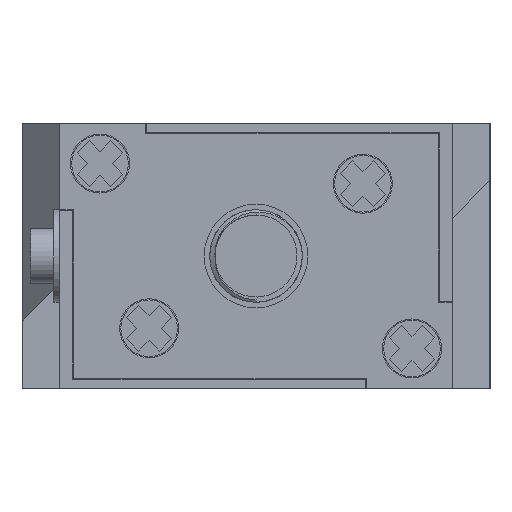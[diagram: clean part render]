
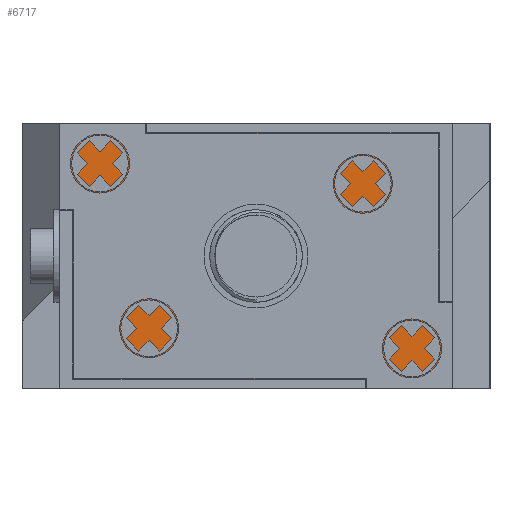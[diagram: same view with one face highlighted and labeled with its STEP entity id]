
A CAD part, left-side view. The second image highlights one B-rep face of the part: STEP entity #6717.
In plain terms, the highlighted face is planar.
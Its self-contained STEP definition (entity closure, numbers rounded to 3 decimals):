
#115 = ORIENTED_EDGE ( 'NONE', *, *, #3104, .T. ) ;
#116 = ORIENTED_EDGE ( 'NONE', *, *, #2982, .T. ) ;
#117 = ORIENTED_EDGE ( 'NONE', *, *, #2997, .T. ) ;
#118 = ORIENTED_EDGE ( 'NONE', *, *, #2998, .T. ) ;
#119 = ORIENTED_EDGE ( 'NONE', *, *, #3001, .T. ) ;
#120 = ORIENTED_EDGE ( 'NONE', *, *, #3000, .T. ) ;
#121 = ORIENTED_EDGE ( 'NONE', *, *, #2994, .T. ) ;
#122 = ORIENTED_EDGE ( 'NONE', *, *, #2986, .T. ) ;
#123 = ORIENTED_EDGE ( 'NONE', *, *, #2989, .T. ) ;
#124 = ORIENTED_EDGE ( 'NONE', *, *, #2991, .T. ) ;
#125 = ORIENTED_EDGE ( 'NONE', *, *, #2993, .T. ) ;
#126 = ORIENTED_EDGE ( 'NONE', *, *, #3106, .T. ) ;
#333 = LINE ( 'NONE', #7010, #334 ) ;
#334 = VECTOR ( 'NONE', #7011, 1000. ) ;
#343 = LINE ( 'NONE', #7018, #345 ) ;
#345 = VECTOR ( 'NONE', #7019, 1000. ) ;
#354 = LINE ( 'NONE', #7024, #356 ) ;
#356 = VECTOR ( 'NONE', #7025, 1000. ) ;
#362 = LINE ( 'NONE', #7028, #364 ) ;
#364 = VECTOR ( 'NONE', #7029, 1000. ) ;
#369 = LINE ( 'NONE', #7032, #370 ) ;
#370 = VECTOR ( 'NONE', #7033, 1000. ) ;
#372 = LINE ( 'NONE', #7034, #373 ) ;
#373 = VECTOR ( 'NONE', #7035, 1000. ) ;
#383 = LINE ( 'NONE', #7040, #384 ) ;
#384 = VECTOR ( 'NONE', #7041, 1000. ) ;
#386 = LINE ( 'NONE', #7042, #387 ) ;
#387 = VECTOR ( 'NONE', #7043, 1000. ) ;
#393 = LINE ( 'NONE', #7046, #395 ) ;
#395 = VECTOR ( 'NONE', #7047, 1000. ) ;
#397 = LINE ( 'NONE', #7048, #399 ) ;
#399 = VECTOR ( 'NONE', #7049, 1000. ) ;
#579 = EDGE_LOOP ( 'NONE', ( #115, #116, #117, #118, #119, #120, #121, #122, #123, #124, #125, #126 ) ) ;
#1834 = CARTESIAN_POINT ( 'NONE',  ( 13.25, 17., -11.5 ) ) ;
#1835 = DIRECTION ( 'NONE',  ( 0., 0., 1. ) ) ;
#1840 = CARTESIAN_POINT ( 'NONE',  ( 13.25, 9.5, -11.5 ) ) ;
#1841 = DIRECTION ( 'NONE',  ( 0., 1., 0. ) ) ;
#2096 = PLANE ( 'NONE',  #4054 ) ;
#2097 = CARTESIAN_POINT ( 'NONE',  ( 13.25, 17., -3.95 ) ) ;
#2098 = DIRECTION ( 'NONE',  ( 1., 0., 0. ) ) ;
#2099 = DIRECTION ( 'NONE',  ( 0., 0., -1. ) ) ;
#2982 = EDGE_CURVE ( 'NONE', #8344, #8343, #333, .T. ) ;
#2986 = EDGE_CURVE ( 'NONE', #8365, #8352, #343, .T. ) ;
#2989 = EDGE_CURVE ( 'NONE', #8352, #8369, #354, .T. ) ;
#2991 = EDGE_CURVE ( 'NONE', #8369, #8360, #362, .T. ) ;
#2993 = EDGE_CURVE ( 'NONE', #8360, #8357, #369, .T. ) ;
#2994 = EDGE_CURVE ( 'NONE', #8368, #8365, #372, .T. ) ;
#2997 = EDGE_CURVE ( 'NONE', #8343, #8350, #383, .T. ) ;
#2998 = EDGE_CURVE ( 'NONE', #8350, #8346, #386, .T. ) ;
#3000 = EDGE_CURVE ( 'NONE', #8353, #8368, #393, .T. ) ;
#3001 = EDGE_CURVE ( 'NONE', #8346, #8353, #397, .T. ) ;
#3104 = EDGE_CURVE ( 'NONE', #6558, #8344, #7532, .T. ) ;
#3106 = EDGE_CURVE ( 'NONE', #8357, #6558, #7537, .T. ) ;
#4054 = AXIS2_PLACEMENT_3D ( 'NONE', #2097, #2098, #2099 ) ;
#4591 = CARTESIAN_POINT ( 'NONE',  ( 13.25, 15.85, -3.95 ) ) ;
#4592 = CARTESIAN_POINT ( 'NONE',  ( 13.25, 17., -3.95 ) ) ;
#4594 = CARTESIAN_POINT ( 'NONE',  ( 13.25, -9.5, 10.65 ) ) ;
#4598 = CARTESIAN_POINT ( 'NONE',  ( 13.25, 15.85, 10.65 ) ) ;
#4600 = CARTESIAN_POINT ( 'NONE',  ( 13.25, -15.85, 3.95 ) ) ;
#4601 = CARTESIAN_POINT ( 'NONE',  ( 13.25, -9.5, 11.5 ) ) ;
#4605 = CARTESIAN_POINT ( 'NONE',  ( 13.25, 9.5, -11.5 ) ) ;
#4608 = CARTESIAN_POINT ( 'NONE',  ( 13.25, 9.5, -10.65 ) ) ;
#4613 = CARTESIAN_POINT ( 'NONE',  ( 13.25, -17., 3.95 ) ) ;
#4616 = CARTESIAN_POINT ( 'NONE',  ( 13.25, -17., 11.5 ) ) ;
#4617 = CARTESIAN_POINT ( 'NONE',  ( 13.25, -15.85, -10.65 ) ) ;
#5502 = FACE_OUTER_BOUND ( 'NONE', #579, .T. ) ;
#6558 = VERTEX_POINT ( 'NONE', #8771 ) ;
#6717 = ADVANCED_FACE ( 'NONE', ( #5502 ), #2096, .T. ) ;
#7010 = CARTESIAN_POINT ( 'NONE',  ( 13.25, 17., -3.95 ) ) ;
#7011 = DIRECTION ( 'NONE',  ( 0., -1., 0. ) ) ;
#7018 = CARTESIAN_POINT ( 'NONE',  ( 13.25, -17., 3.95 ) ) ;
#7019 = DIRECTION ( 'NONE',  ( 0., 1., 0. ) ) ;
#7024 = CARTESIAN_POINT ( 'NONE',  ( 13.25, -15.85, 3.95 ) ) ;
#7025 = DIRECTION ( 'NONE',  ( 0., 0., -1. ) ) ;
#7028 = CARTESIAN_POINT ( 'NONE',  ( 13.25, -15.85, -10.65 ) ) ;
#7029 = DIRECTION ( 'NONE',  ( 0., 1., 0. ) ) ;
#7032 = CARTESIAN_POINT ( 'NONE',  ( 13.25, 9.5, -10.65 ) ) ;
#7033 = DIRECTION ( 'NONE',  ( 0., 0., -1. ) ) ;
#7034 = CARTESIAN_POINT ( 'NONE',  ( 13.25, -17., 11.5 ) ) ;
#7035 = DIRECTION ( 'NONE',  ( 0., 0., -1. ) ) ;
#7040 = CARTESIAN_POINT ( 'NONE',  ( 13.25, 15.85, -3.95 ) ) ;
#7041 = DIRECTION ( 'NONE',  ( 0., 0., 1. ) ) ;
#7042 = CARTESIAN_POINT ( 'NONE',  ( 13.25, 15.85, 10.65 ) ) ;
#7043 = DIRECTION ( 'NONE',  ( 0., -1., 0. ) ) ;
#7046 = CARTESIAN_POINT ( 'NONE',  ( 13.25, -9.5, 11.5 ) ) ;
#7047 = DIRECTION ( 'NONE',  ( 0., -1., 0. ) ) ;
#7048 = CARTESIAN_POINT ( 'NONE',  ( 13.25, -9.5, 10.65 ) ) ;
#7049 = DIRECTION ( 'NONE',  ( 0., 0., 1. ) ) ;
#7532 = LINE ( 'NONE', #1834, #7534 ) ;
#7534 = VECTOR ( 'NONE', #1835, 1000. ) ;
#7537 = LINE ( 'NONE', #1840, #7538 ) ;
#7538 = VECTOR ( 'NONE', #1841, 1000. ) ;
#8343 = VERTEX_POINT ( 'NONE', #4591 ) ;
#8344 = VERTEX_POINT ( 'NONE', #4592 ) ;
#8346 = VERTEX_POINT ( 'NONE', #4594 ) ;
#8350 = VERTEX_POINT ( 'NONE', #4598 ) ;
#8352 = VERTEX_POINT ( 'NONE', #4600 ) ;
#8353 = VERTEX_POINT ( 'NONE', #4601 ) ;
#8357 = VERTEX_POINT ( 'NONE', #4605 ) ;
#8360 = VERTEX_POINT ( 'NONE', #4608 ) ;
#8365 = VERTEX_POINT ( 'NONE', #4613 ) ;
#8368 = VERTEX_POINT ( 'NONE', #4616 ) ;
#8369 = VERTEX_POINT ( 'NONE', #4617 ) ;
#8771 = CARTESIAN_POINT ( 'NONE',  ( 13.25, 17., -11.5 ) ) ;
